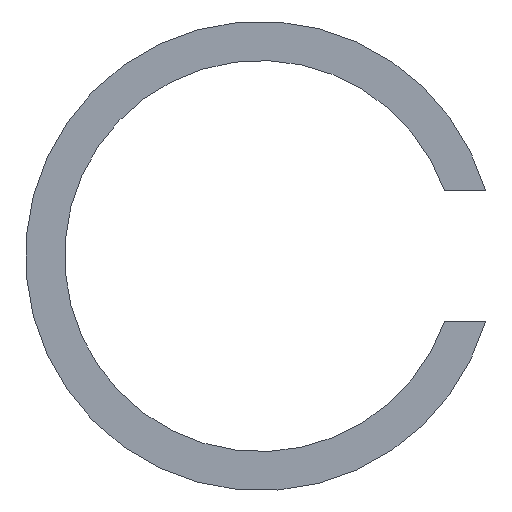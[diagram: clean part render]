
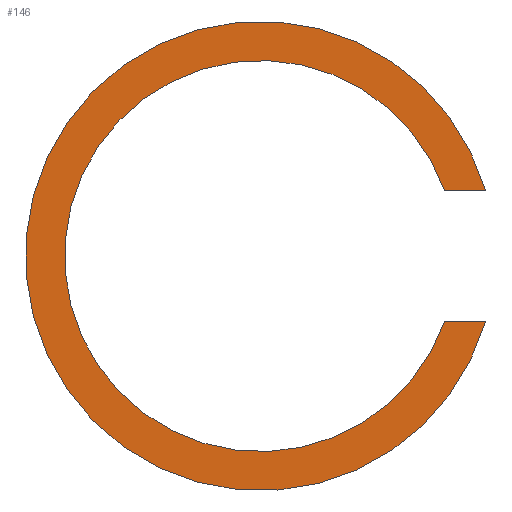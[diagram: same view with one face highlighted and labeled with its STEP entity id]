
A CAD part, front view. The second image highlights one B-rep face of the part: STEP entity #146.
In plain terms, the highlighted planar face has unit normal (0, -1, 0).
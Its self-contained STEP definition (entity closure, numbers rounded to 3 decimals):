
#26=CIRCLE('',#172,15.);
#27=CIRCLE('',#174,18.);
#35=FACE_OUTER_BOUND('',#43,.T.);
#43=EDGE_LOOP('',(#130,#131,#132,#133));
#49=LINE('',#237,#61);
#51=LINE('',#243,#63);
#61=VECTOR('',#188,10.);
#63=VECTOR('',#192,10.);
#69=VERTEX_POINT('',#227);
#73=VERTEX_POINT('',#235);
#74=VERTEX_POINT('',#239);
#76=VERTEX_POINT('',#242);
#85=EDGE_CURVE('',#69,#73,#49,.T.);
#87=EDGE_CURVE('',#76,#74,#51,.T.);
#96=EDGE_CURVE('',#76,#73,#26,.T.);
#97=EDGE_CURVE('',#74,#69,#27,.T.);
#130=ORIENTED_EDGE('',*,*,#85,.T.);
#131=ORIENTED_EDGE('',*,*,#96,.F.);
#132=ORIENTED_EDGE('',*,*,#87,.T.);
#133=ORIENTED_EDGE('',*,*,#97,.T.);
#138=PLANE('',#175);
#146=ADVANCED_FACE('',(#35),#138,.T.);
#172=AXIS2_PLACEMENT_3D('',#259,#213,#214);
#174=AXIS2_PLACEMENT_3D('',#261,#217,#218);
#175=AXIS2_PLACEMENT_3D('',#262,#219,#220);
#188=DIRECTION('',(-1.,0.,0.));
#192=DIRECTION('',(1.,0.,0.));
#213=DIRECTION('center_axis',(0.,-1.,0.));
#214=DIRECTION('ref_axis',(1.,0.,0.));
#217=DIRECTION('center_axis',(0.,-1.,0.));
#218=DIRECTION('ref_axis',(1.,0.,0.));
#219=DIRECTION('center_axis',(0.,-1.,0.));
#220=DIRECTION('ref_axis',(1.,0.,0.));
#227=CARTESIAN_POINT('',(17.292,-13.,-5.));
#235=CARTESIAN_POINT('',(14.144,-13.,-5.));
#237=CARTESIAN_POINT('',(10.,-13.,-5.));
#239=CARTESIAN_POINT('',(17.292,-13.,5.));
#242=CARTESIAN_POINT('',(14.14,-13.,5.));
#243=CARTESIAN_POINT('',(10.,-13.,5.));
#259=CARTESIAN_POINT('Origin',(0.,-13.,-0.005));
#261=CARTESIAN_POINT('Origin',(0.,-13.,0.));
#262=CARTESIAN_POINT('Origin',(0.,-13.,0.));
